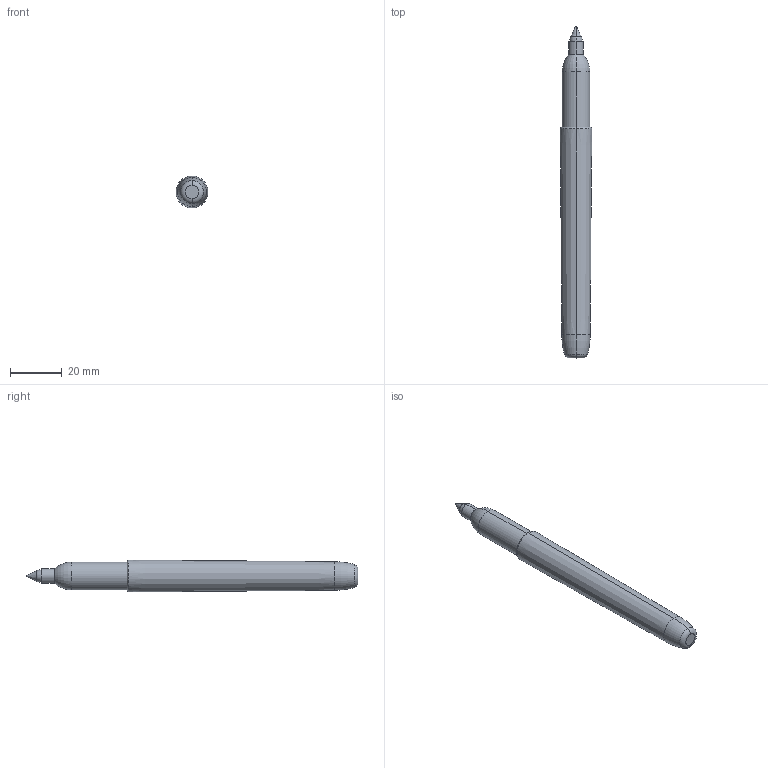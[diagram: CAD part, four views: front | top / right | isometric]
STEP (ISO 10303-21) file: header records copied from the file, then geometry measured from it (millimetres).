
FILE_DESCRIPTION (( 'STEP AP214' ), '1' );
FILE_NAME ('Sharpie Marker.STEP', '2022-07-27T06:08:47', ( '' ), ( '' ), 'SwSTEP 2.0', 'SolidWorks 2022', '' );
FILE_SCHEMA (( 'AUTOMOTIVE_DESIGN' ));
Length unit declared in the file: millimetre
Products named in the file (1): Sharpie Marker
Bounding box: 12.29 x 127.84 x 12.29 mm (x, y, z)
Volume: 11753.8 mm3; surface area: 4622.4 mm2
Topology: 3 solids, 3 shells, 35 faces, 66 edges, 39 vertices
Faces by surface type: torus 12, cylinder 10, plane 7, cone 4, sphere 2
Entity records: 1153 total; most frequent: DIRECTION 190, CARTESIAN_POINT 141, ORIENTED_EDGE 132, AXIS2_PLACEMENT_3D 88, EDGE_CURVE 66, CIRCLE 52, VERTEX_POINT 39, EDGE_LOOP 37
